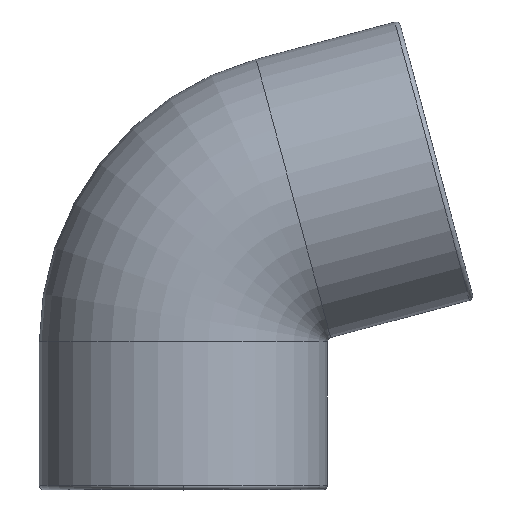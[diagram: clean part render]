
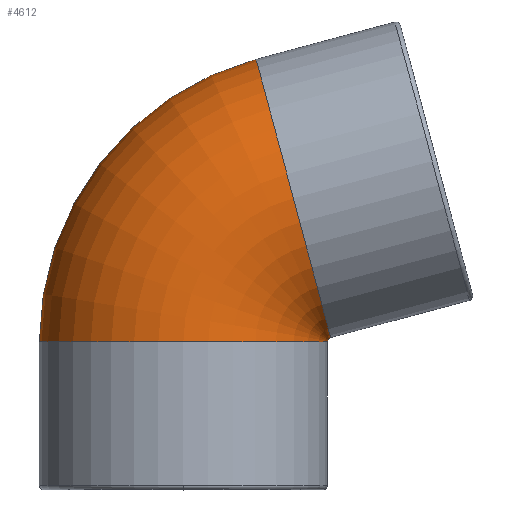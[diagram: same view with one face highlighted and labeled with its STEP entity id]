
A CAD part, top view. The second image highlights one B-rep face of the part: STEP entity #4612.
In plain terms, the highlighted toroidal (fillet/blend) face has major radius 17 mm and minor radius 16.5 mm.
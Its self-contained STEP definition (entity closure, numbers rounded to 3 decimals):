
#37 = CIRCLE ( 'NONE', #294, 16.5 ) ;
#294 = AXIS2_PLACEMENT_3D ( 'NONE', #353, #5282, #326 ) ;
#309 = VERTEX_POINT ( 'NONE', #2422 ) ;
#326 = DIRECTION ( 'NONE',  ( 0., 0., 1. ) ) ;
#353 = CARTESIAN_POINT ( 'NONE',  ( 0., 16.955, 0. ) ) ;
#410 = AXIS2_PLACEMENT_3D ( 'NONE', #852, #2465, #3736 ) ;
#664 = CARTESIAN_POINT ( 'NONE',  ( -16.5, 16.955, 0. ) ) ;
#679 = DIRECTION ( 'NONE',  ( 0., 0., -1. ) ) ;
#703 = ORIENTED_EDGE ( 'NONE', *, *, #5124, .T. ) ;
#737 = EDGE_CURVE ( 'NONE', #3176, #309, #4642, .T. ) ;
#852 = CARTESIAN_POINT ( 'NONE',  ( 12.6, 33.376, 0. ) ) ;
#927 = AXIS2_PLACEMENT_3D ( 'NONE', #4475, #2059, #3685 ) ;
#1093 = CARTESIAN_POINT ( 'NONE',  ( 17., 16.955, 0. ) ) ;
#1386 = DIRECTION ( 'NONE',  ( -1., 0., 0. ) ) ;
#1520 = ORIENTED_EDGE ( 'NONE', *, *, #1983, .F. ) ;
#1681 = CARTESIAN_POINT ( 'NONE',  ( 16.5, 16.955, 0. ) ) ;
#1821 = EDGE_CURVE ( 'NONE', #4514, #309, #3661, .T. ) ;
#1983 = EDGE_CURVE ( 'NONE', #3126, #4514, #3235, .T. ) ;
#2059 = DIRECTION ( 'NONE',  ( 0., 0., -1. ) ) ;
#2356 = DIRECTION ( 'NONE',  ( -1., 0., 0. ) ) ;
#2422 = CARTESIAN_POINT ( 'NONE',  ( 16.871, 17.438, 0. ) ) ;
#2465 = DIRECTION ( 'NONE',  ( 0.966, 0.259, 0. ) ) ;
#2680 = AXIS2_PLACEMENT_3D ( 'NONE', #3787, #5110, #1386 ) ;
#2777 = FACE_OUTER_BOUND ( 'NONE', #4438, .T. ) ;
#2804 = ORIENTED_EDGE ( 'NONE', *, *, #737, .T. ) ;
#3071 = AXIS2_PLACEMENT_3D ( 'NONE', #1093, #679, #2356 ) ;
#3126 = VERTEX_POINT ( 'NONE', #664 ) ;
#3176 = VERTEX_POINT ( 'NONE', #1681 ) ;
#3235 = CIRCLE ( 'NONE', #927, 33.5 ) ;
#3437 = ORIENTED_EDGE ( 'NONE', *, *, #1821, .F. ) ;
#3661 = CIRCLE ( 'NONE', #410, 16.5 ) ;
#3685 = DIRECTION ( 'NONE',  ( -1., 0., 0. ) ) ;
#3736 = DIRECTION ( 'NONE',  ( 0., 0., 1. ) ) ;
#3787 = CARTESIAN_POINT ( 'NONE',  ( 17., 16.955, 0. ) ) ;
#3921 = CARTESIAN_POINT ( 'NONE',  ( 8.33, 49.314, 0. ) ) ;
#4002 = TOROIDAL_SURFACE ( 'NONE', #3071, 17., 16.5 ) ;
#4438 = EDGE_LOOP ( 'NONE', ( #1520, #703, #2804, #3437 ) ) ;
#4475 = CARTESIAN_POINT ( 'NONE',  ( 17., 16.955, 0. ) ) ;
#4514 = VERTEX_POINT ( 'NONE', #3921 ) ;
#4612 = ADVANCED_FACE ( 'NONE', ( #2777 ), #4002, .T. ) ;
#4642 = CIRCLE ( 'NONE', #2680, 0.5 ) ;
#5110 = DIRECTION ( 'NONE',  ( 0., 0., -1. ) ) ;
#5124 = EDGE_CURVE ( 'NONE', #3126, #3176, #37, .T. ) ;
#5282 = DIRECTION ( 'NONE',  ( 0., 1., 0. ) ) ;
